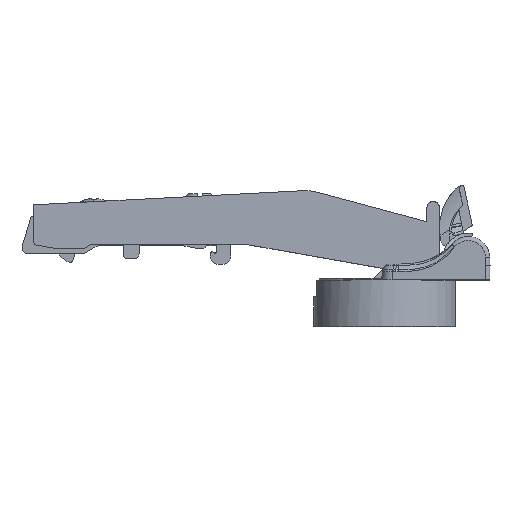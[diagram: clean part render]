
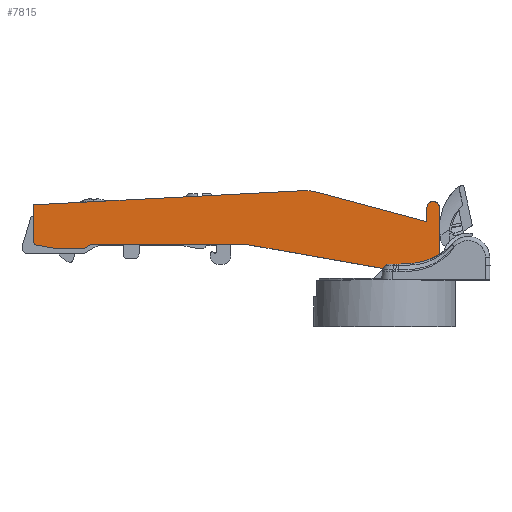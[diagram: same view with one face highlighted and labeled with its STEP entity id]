
A CAD part, top view. The second image highlights one B-rep face of the part: STEP entity #7815.
In plain terms, the highlighted planar face has unit normal (0, 0.004, 1).
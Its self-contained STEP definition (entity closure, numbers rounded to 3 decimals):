
#743=DIRECTION('',(1.,0.,0.));
#744=VECTOR('',#743,8.637);
#745=CARTESIAN_POINT('',(27.05,-1.286,7.986));
#746=LINE('',#745,#744);
#747=DIRECTION('',(0.,1.,-0.003));
#748=VECTOR('',#747,1.104);
#749=CARTESIAN_POINT('',(27.05,-2.39,7.99));
#750=LINE('',#749,#748);
#751=CARTESIAN_POINT('',(25.397,-0.421,7.983));
#752=CARTESIAN_POINT('',(25.673,-0.469,7.983));
#753=CARTESIAN_POINT('',(26.117,-0.656,7.984));
#754=CARTESIAN_POINT('',(26.608,-1.083,7.985));
#755=CARTESIAN_POINT('',(26.943,-1.641,7.987));
#756=CARTESIAN_POINT('',(27.05,-2.111,7.989));
#757=CARTESIAN_POINT('',(27.05,-2.39,7.99));
#759=DIRECTION('',(0.985,-0.174,0.001));
#760=VECTOR('',#759,36.4);
#761=CARTESIAN_POINT('',(-10.45,5.9,7.961));
#762=LINE('',#761,#760);
#763=DIRECTION('',(0.866,0.5,-0.002));
#764=VECTOR('',#763,2.);
#765=CARTESIAN_POINT('',(-50.082,4.9,7.964));
#766=LINE('',#765,#764);
#767=DIRECTION('',(1.,0.,0.));
#768=VECTOR('',#767,6.268);
#769=CARTESIAN_POINT('',(-56.35,4.9,7.964));
#770=LINE('',#769,#768);
#771=DIRECTION('',(0.985,-0.174,0.001));
#772=VECTOR('',#771,4.949);
#773=CARTESIAN_POINT('',(-61.224,5.759,7.961));
#774=LINE('',#773,#772);
#775=CARTESIAN_POINT('',(-62.05,6.744,7.958));
#776=CARTESIAN_POINT('',(-62.05,6.464,7.959));
#777=CARTESIAN_POINT('',(-61.858,6.067,7.96));
#778=CARTESIAN_POINT('',(-61.499,5.808,7.961));
#779=CARTESIAN_POINT('',(-61.224,5.759,7.961));
#781=DIRECTION('',(-0.999,-0.052,0.));
#782=VECTOR('',#781,65.108);
#783=CARTESIAN_POINT('',(2.968,18.907,7.915));
#784=LINE('',#783,#782);
#785=CARTESIAN_POINT('',(6.08,18.58,7.917));
#786=CARTESIAN_POINT('',(5.06,18.854,7.916));
#787=CARTESIAN_POINT('',(4.023,18.963,7.915));
#788=CARTESIAN_POINT('',(2.968,18.907,7.915));
#790=DIRECTION('',(-0.966,0.259,-0.001));
#791=VECTOR('',#790,27.546);
#792=CARTESIAN_POINT('',(32.687,11.451,7.942));
#793=LINE('',#792,#791);
#794=DIRECTION('',(0.,-1.,0.003));
#795=VECTOR('',#794,3.375);
#796=CARTESIAN_POINT('',(32.687,14.826,7.93));
#797=LINE('',#796,#795);
#798=CARTESIAN_POINT('',(35.687,14.826,7.93));
#799=CARTESIAN_POINT('',(35.687,14.99,7.929));
#800=CARTESIAN_POINT('',(35.637,15.299,7.928));
#801=CARTESIAN_POINT('',(35.417,15.728,7.927));
#802=CARTESIAN_POINT('',(35.084,16.058,7.925));
#803=CARTESIAN_POINT('',(34.664,16.274,7.925));
#804=CARTESIAN_POINT('',(34.193,16.351,7.924));
#805=CARTESIAN_POINT('',(33.723,16.278,7.925));
#806=CARTESIAN_POINT('',(33.3,16.065,7.925));
#807=CARTESIAN_POINT('',(32.962,15.734,7.927));
#808=CARTESIAN_POINT('',(32.738,15.301,7.928));
#809=CARTESIAN_POINT('',(32.687,14.99,7.929));
#810=CARTESIAN_POINT('',(32.687,14.826,7.93));
#820=DIRECTION('',(0.,-1.,0.003));
#821=VECTOR('',#820,16.112);
#822=CARTESIAN_POINT('',(35.687,14.826,7.93));
#823=LINE('',#822,#821);
#4423=DIRECTION('',(0.,1.,-0.003));
#4424=VECTOR('',#4423,8.756);
#4425=CARTESIAN_POINT('',(-62.05,6.744,7.958));
#4426=LINE('',#4425,#4424);
#4451=DIRECTION('',(-1.,0.,0.));
#4452=VECTOR('',#4451,37.9);
#4453=CARTESIAN_POINT('',(-10.45,5.9,7.961));
#4454=LINE('',#4453,#4452);
#6123=CARTESIAN_POINT('',(2.968,18.907,7.915));
#6124=CARTESIAN_POINT('',(-62.05,15.5,7.927));
#6125=VERTEX_POINT('',#6123);
#6126=VERTEX_POINT('',#6124);
#6127=CARTESIAN_POINT('',(-62.05,6.744,7.958));
#6129=VERTEX_POINT('',#6127);
#6153=VERTEX_POINT('',#785);
#6166=VERTEX_POINT('',#779);
#6178=CARTESIAN_POINT('',(32.687,11.451,7.942));
#6179=VERTEX_POINT('',#6178);
#6180=CARTESIAN_POINT('',(35.687,14.826,7.93));
#6181=CARTESIAN_POINT('',(35.687,-1.286,7.986));
#6182=VERTEX_POINT('',#6180);
#6183=VERTEX_POINT('',#6181);
#6189=CARTESIAN_POINT('',(-50.082,4.9,7.964));
#6190=VERTEX_POINT('',#6189);
#6195=CARTESIAN_POINT('',(-48.35,5.9,7.961));
#6196=VERTEX_POINT('',#6195);
#6209=CARTESIAN_POINT('',(-56.35,4.9,7.964));
#6210=VERTEX_POINT('',#6209);
#6211=CARTESIAN_POINT('',(32.687,14.826,7.93));
#6212=VERTEX_POINT('',#6211);
#6213=CARTESIAN_POINT('',(27.05,-1.286,7.986));
#6214=VERTEX_POINT('',#6213);
#6242=CARTESIAN_POINT('',(27.05,-2.39,7.99));
#6243=VERTEX_POINT('',#6242);
#6260=CARTESIAN_POINT('',(-10.45,5.9,7.961));
#6261=VERTEX_POINT('',#6260);
#6279=VERTEX_POINT('',#751);
#7777=CARTESIAN_POINT('',(35.453,-5.3,8.));
#7778=DIRECTION('',(0.,-0.003,-1.));
#7779=DIRECTION('',(1.,0.,0.));
#7780=AXIS2_PLACEMENT_3D('',#7777,#7778,#7779);
#7781=PLANE('',#7780);
#7783=ORIENTED_EDGE('',*,*,#7782,.T.);
#7785=ORIENTED_EDGE('',*,*,#7784,.F.);
#7787=ORIENTED_EDGE('',*,*,#7786,.F.);
#7789=ORIENTED_EDGE('',*,*,#7788,.F.);
#7791=ORIENTED_EDGE('',*,*,#7790,.F.);
#7793=ORIENTED_EDGE('',*,*,#7792,.T.);
#7795=ORIENTED_EDGE('',*,*,#7794,.F.);
#7797=ORIENTED_EDGE('',*,*,#7796,.F.);
#7799=ORIENTED_EDGE('',*,*,#7798,.F.);
#7801=ORIENTED_EDGE('',*,*,#7800,.F.);
#7803=ORIENTED_EDGE('',*,*,#7802,.T.);
#7804=ORIENTED_EDGE('',*,*,#7732,.F.);
#7806=ORIENTED_EDGE('',*,*,#7805,.F.);
#7808=ORIENTED_EDGE('',*,*,#7807,.F.);
#7810=ORIENTED_EDGE('',*,*,#7809,.F.);
#7812=ORIENTED_EDGE('',*,*,#7811,.F.);
#7813=EDGE_LOOP('',(#7783,#7785,#7787,#7789,#7791,#7793,#7795,#7797,#7799,#7801,
#7803,#7804,#7806,#7808,#7810,#7812));
#7814=FACE_OUTER_BOUND('',#7813,.F.);
#758=B_SPLINE_CURVE_WITH_KNOTS('',3,(#751,#752,#753,#754,#755,#756,#757),
.UNSPECIFIED.,.F.,.F.,(4,1,1,1,4),(0.,0.25,0.5,0.75,1.),
.UNSPECIFIED.);
#780=B_SPLINE_CURVE_WITH_KNOTS('',3,(#775,#776,#777,#778,#779),.UNSPECIFIED.,
.F.,.F.,(4,1,4),(0.,0.5,1.),.UNSPECIFIED.);
#789=B_SPLINE_CURVE_WITH_KNOTS('',3,(#785,#786,#787,#788),.UNSPECIFIED.,.F.,.F.,
(4,4),(0.,1.),.UNSPECIFIED.);
#811=B_SPLINE_CURVE_WITH_KNOTS('',3,(#798,#799,#800,#801,#802,#803,#804,#805,
#806,#807,#808,#809,#810),.UNSPECIFIED.,.F.,.F.,(4,1,1,1,1,1,1,1,1,1,4),(0.,
0.1,0.2,0.3,0.4,0.5,0.6,0.7,0.8,0.9,1.),.UNSPECIFIED.);
#7732=EDGE_CURVE('',#6125,#6126,#784,.T.);
#7782=EDGE_CURVE('',#6182,#6183,#823,.T.);
#7784=EDGE_CURVE('',#6214,#6183,#746,.T.);
#7786=EDGE_CURVE('',#6243,#6214,#750,.T.);
#7788=EDGE_CURVE('',#6279,#6243,#758,.T.);
#7790=EDGE_CURVE('',#6261,#6279,#762,.T.);
#7792=EDGE_CURVE('',#6261,#6196,#4454,.T.);
#7794=EDGE_CURVE('',#6190,#6196,#766,.T.);
#7796=EDGE_CURVE('',#6210,#6190,#770,.T.);
#7798=EDGE_CURVE('',#6166,#6210,#774,.T.);
#7800=EDGE_CURVE('',#6129,#6166,#780,.T.);
#7802=EDGE_CURVE('',#6129,#6126,#4426,.T.);
#7805=EDGE_CURVE('',#6153,#6125,#789,.T.);
#7807=EDGE_CURVE('',#6179,#6153,#793,.T.);
#7809=EDGE_CURVE('',#6212,#6179,#797,.T.);
#7811=EDGE_CURVE('',#6182,#6212,#811,.T.);
#7815=ADVANCED_FACE('',(#7814),#7781,.F.);
